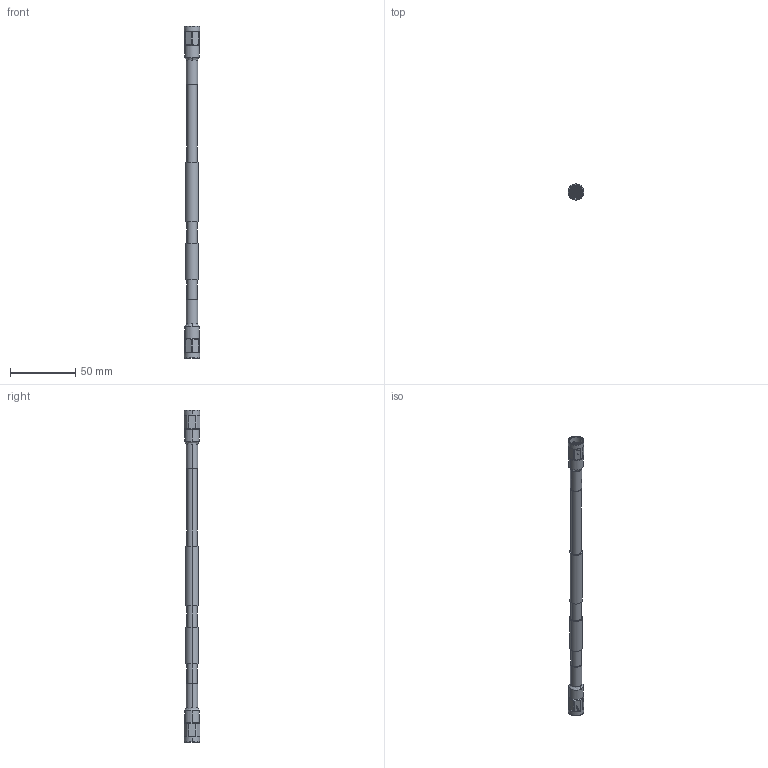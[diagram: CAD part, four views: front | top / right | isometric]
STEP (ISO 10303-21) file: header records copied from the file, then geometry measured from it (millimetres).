
FILE_DESCRIPTION (( 'STEP AP214' ), '1' );
FILE_NAME ('PE3C7849.step', '2021-02-09T19:20:46', ( '' ), ( '' ), 'SwSTEP 2.0', 'SolidWorks 2018', '' );
FILE_SCHEMA (( 'AUTOMOTIVE_DESIGN' ));
Length unit declared in the file: inch
Products named in the file (4): PE45668^PE3C7849; PE3C7849; PE-1/4SFHC^PE3C7849; Heat Shrink^PE3C7849
Assembly tree (5 placements, depth 2):
  PE3C7849
    PE-1/4SFHC^PE3C7849
    Heat Shrink^PE3C7849  x2
    PE45668^PE3C7849  x2
Bounding box: 12 x 12 x 254.51 mm (x, y, z)
Volume: 16532.5 mm3; surface area: 10781.4 mm2
Topology: 5 solids, 5 shells, 368 faces, 932 edges, 598 vertices
Faces by surface type: plane 174, cylinder 110, cone 56, torus 18, bspline 10
Entity records: 7129 total; most frequent: CARTESIAN_POINT 2454, ORIENTED_EDGE 962, DIRECTION 936, EDGE_CURVE 481, AXIS2_PLACEMENT_3D 364, VERTEX_POINT 309, VECTOR 208, EDGE_LOOP 208
